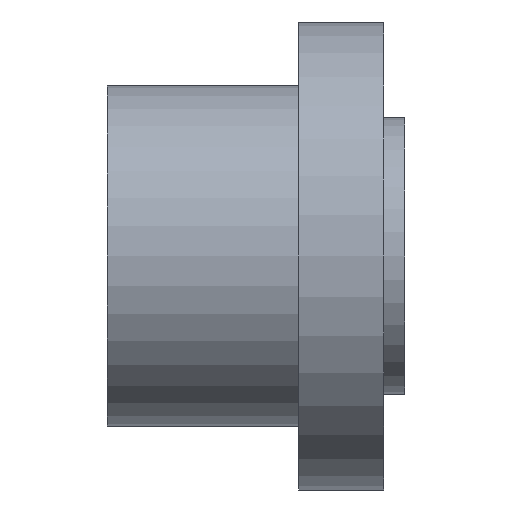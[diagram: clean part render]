
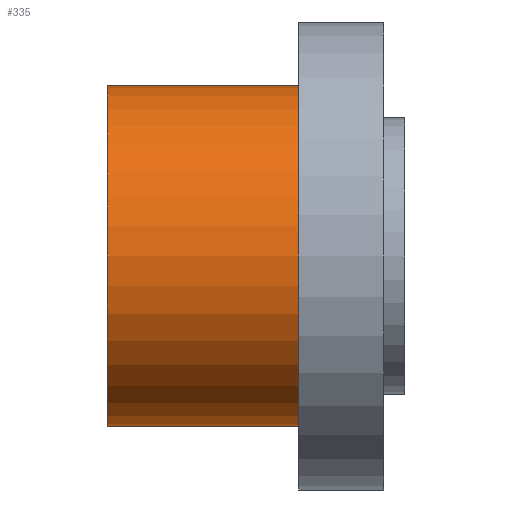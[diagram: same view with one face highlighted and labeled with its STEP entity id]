
A CAD part, left-side view. The second image highlights one B-rep face of the part: STEP entity #335.
In plain terms, the highlighted cylindrical face has radius 4 mm (diameter 8 mm), a partial arc.
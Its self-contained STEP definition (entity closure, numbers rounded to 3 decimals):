
#13 = CARTESIAN_POINT ( 'NONE',  ( 0., 4.5, -4. ) ) ;
#15 = AXIS2_PLACEMENT_3D ( 'NONE', #114, #514, #117 ) ;
#19 = CARTESIAN_POINT ( 'NONE',  ( 0., 4.5, 0. ) ) ;
#21 = ORIENTED_EDGE ( 'NONE', *, *, #488, .T. ) ;
#60 = VECTOR ( 'NONE', #645, 1000. ) ;
#66 = EDGE_LOOP ( 'NONE', ( #160, #242, #21, #541 ) ) ;
#68 = EDGE_CURVE ( 'NONE', #181, #154, #366, .T. ) ;
#92 = CARTESIAN_POINT ( 'NONE',  ( 0., 4.5, 0. ) ) ;
#104 = CIRCLE ( 'NONE', #189, 4. ) ;
#106 = LINE ( 'NONE', #13, #513 ) ;
#114 = CARTESIAN_POINT ( 'NONE',  ( 0., 0., 0. ) ) ;
#117 = DIRECTION ( 'NONE',  ( 0., 0., 1. ) ) ;
#154 = VERTEX_POINT ( 'NONE', #338 ) ;
#160 = ORIENTED_EDGE ( 'NONE', *, *, #323, .F. ) ;
#181 = VERTEX_POINT ( 'NONE', #422 ) ;
#189 = AXIS2_PLACEMENT_3D ( 'NONE', #19, #418, #484 ) ;
#242 = ORIENTED_EDGE ( 'NONE', *, *, #630, .F. ) ;
#245 = VERTEX_POINT ( 'NONE', #474 ) ;
#304 = DIRECTION ( 'NONE',  ( 0., 0., -1. ) ) ;
#323 = EDGE_CURVE ( 'NONE', #543, #154, #500, .T. ) ;
#335 = ADVANCED_FACE ( 'NONE', ( #495 ), #642, .T. ) ;
#337 = AXIS2_PLACEMENT_3D ( 'NONE', #92, #639, #304 ) ;
#338 = CARTESIAN_POINT ( 'NONE',  ( 0., 0., 4. ) ) ;
#360 = CARTESIAN_POINT ( 'NONE',  ( 0., 4.5, 4. ) ) ;
#366 = CIRCLE ( 'NONE', #15, 4. ) ;
#418 = DIRECTION ( 'NONE',  ( 0., 1., 0. ) ) ;
#422 = CARTESIAN_POINT ( 'NONE',  ( 0., 0., -4. ) ) ;
#457 = DIRECTION ( 'NONE',  ( 0., -1., 0. ) ) ;
#474 = CARTESIAN_POINT ( 'NONE',  ( 0., 4.5, -4. ) ) ;
#484 = DIRECTION ( 'NONE',  ( 0., 0., 1. ) ) ;
#488 = EDGE_CURVE ( 'NONE', #245, #181, #106, .T. ) ;
#495 = FACE_OUTER_BOUND ( 'NONE', #66, .T. ) ;
#500 = LINE ( 'NONE', #542, #60 ) ;
#513 = VECTOR ( 'NONE', #457, 1000. ) ;
#514 = DIRECTION ( 'NONE',  ( 0., 1., 0. ) ) ;
#541 = ORIENTED_EDGE ( 'NONE', *, *, #68, .T. ) ;
#542 = CARTESIAN_POINT ( 'NONE',  ( 0., 4.5, 4. ) ) ;
#543 = VERTEX_POINT ( 'NONE', #360 ) ;
#630 = EDGE_CURVE ( 'NONE', #245, #543, #104, .T. ) ;
#639 = DIRECTION ( 'NONE',  ( 0., -1., 0. ) ) ;
#642 = CYLINDRICAL_SURFACE ( 'NONE', #337, 4. ) ;
#645 = DIRECTION ( 'NONE',  ( 0., -1., 0. ) ) ;
